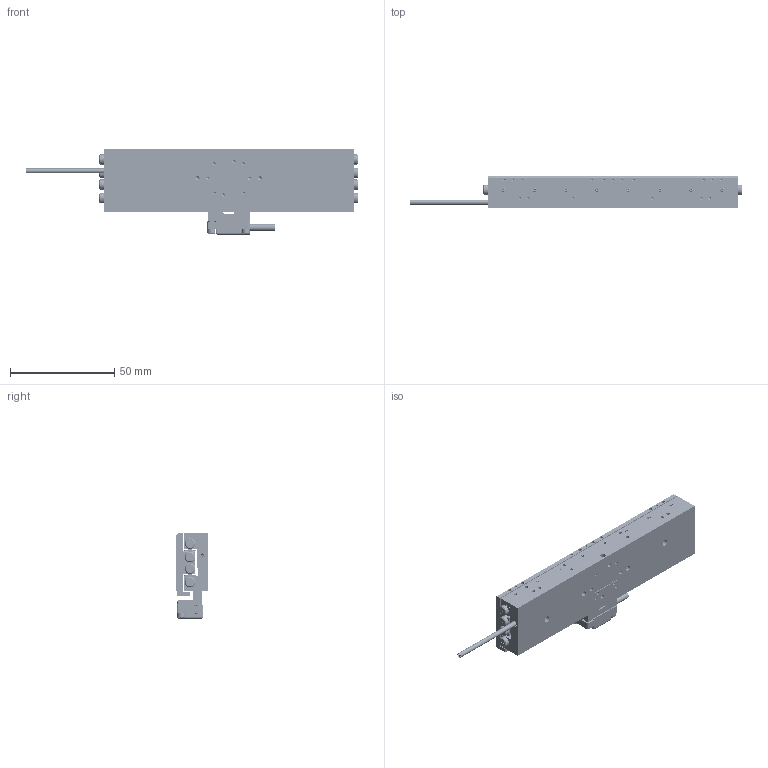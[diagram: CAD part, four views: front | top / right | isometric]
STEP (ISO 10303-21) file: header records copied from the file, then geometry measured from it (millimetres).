
FILE_DESCRIPTION (( 'STEP AP214' ), '1' );
FILE_NAME ('PPS-28-142X9.STEP', '2023-08-08T17:44:04', ( '' ), ( '' ), 'SwSTEP 2.0', 'SolidWorks 2023', '' );
FILE_SCHEMA (( 'AUTOMOTIVE_DESIGN' ));
Length unit declared in the file: millimetre
Products named in the file (19): SCREW, MS-PPH, M-JCIS_M1.6 x 0.35 x 4mm; NB Slide Way SVW 2000 Cage_SVW 2120-21Z; PPS-28, Carriage, Master Part_120; PPS-20, Scale Bracket, Mercury, Master Part_120mm; NB Slide Way SVW 2000 Center Way_SVW 2120; 130161 Bearing, NB, Slide Way, SVW 2000_SVW 2120-21Z (Rigid at Center); 110103 Encoder Head, M3500, Custom Atmospheric_Atmospheric Window; SCREW, SHCS-S, M-DIN_M1.6 x 0.35 x 06mm; NB Slide Way SVW 2000 Rail_SVW 2120; Set Screw, Cup-H, E-ASME_E1-72 x 1''16; SCREW, SHCS-F, M-DIN_M3 x 0.5 x 06mm; SCREW, SHCS-S, M-DIN_M2 x 0.4 x 06mm; 430438 PPS 28, Back Cover, NJ8x13; Dowel Pin, M-DIN_M01 x 004; PPS-28-142X9; 430413 PPS-20, Encoder Bracket, M3500_0.71mm MTE Mod; SCREW, MS-PPH, M-JCIS_M2.5 x 0.45 x 6mm; TFC-421 Silver Braided Cable_L90; PPS-28, Base, Master Part_L120mm, 2 Motors, No Ears 
Assembly tree (55 placements, depth 3):
  PPS-28-142X9
    PPS-28, Base, Master Part_L120mm, 2 Motors, No Ears 
    430438 PPS 28, Back Cover, NJ8x13
    TFC-421 Silver Braided Cable_L90
    PPS-28, Carriage, Master Part_120
    SCREW, SHCS-F, M-DIN_M3 x 0.5 x 06mm  x8
    130161 Bearing, NB, Slide Way, SVW 2000_SVW 2120-21Z (Rigid at Center)
      NB Slide Way SVW 2000 Rail_SVW 2120  x2
      NB Slide Way SVW 2000 Center Way_SVW 2120
      NB Slide Way SVW 2000 Cage_SVW 2120-21Z  x2
    SCREW, MS-PPH, M-JCIS_M2.5 x 0.45 x 6mm  x16
    Set Screw, Cup-H, E-ASME_E1-72 x 1''16  x8
    110103 Encoder Head, M3500, Custom Atmospheric_Atmospheric Window
    PPS-20, Scale Bracket, Mercury, Master Part_120mm
    SCREW, SHCS-S, M-DIN_M1.6 x 0.35 x 06mm  x2
    SCREW, SHCS-S, M-DIN_M2 x 0.4 x 06mm  x2
    SCREW, MS-PPH, M-JCIS_M1.6 x 0.35 x 4mm  x4
    Dowel Pin, M-DIN_M01 x 004  x2
    430413 PPS-20, Encoder Bracket, M3500_0.71mm MTE Mod
Bounding box: 159.2 x 15 x 41.2 mm (x, y, z)
Volume: 47150.3 mm3; surface area: 46876 mm2
Topology: 67 solids, 67 shells, 2690 faces, 6413 edges, 3900 vertices
Faces by surface type: plane 1071, cylinder 923, cone 494, torus 172, bspline 30
Entity records: 82372 total; most frequent: CARTESIAN_POINT 48118, DIRECTION 7422, ORIENTED_EDGE 6526, EDGE_CURVE 3263, AXIS2_PLACEMENT_3D 2864, VERTEX_POINT 2084, EDGE_LOOP 1773, VECTOR 1694
